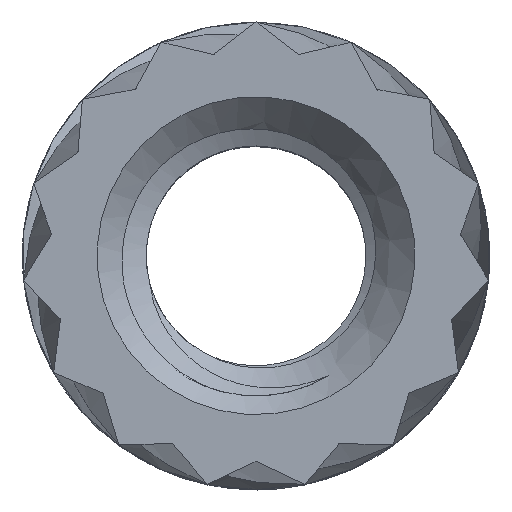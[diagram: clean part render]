
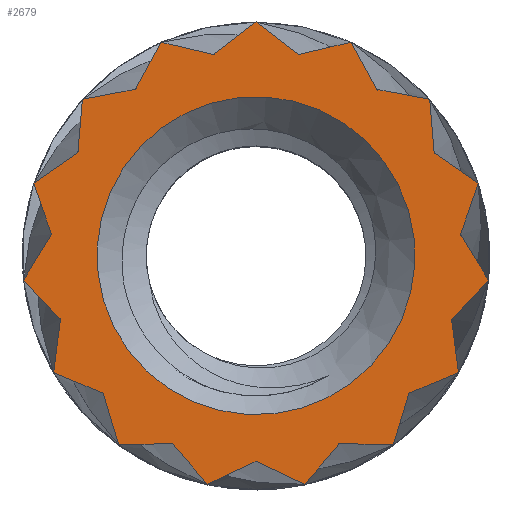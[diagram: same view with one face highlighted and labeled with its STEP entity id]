
A CAD part, top view. The second image highlights one B-rep face of the part: STEP entity #2679.
In plain terms, the highlighted planar face has unit normal (0, 0, 1).
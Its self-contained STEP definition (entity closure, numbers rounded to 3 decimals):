
#124=FACE_BOUND('',#550,.T.);
#129=PLANE('',#2866);
#380=FACE_OUTER_BOUND('',#549,.T.);
#549=EDGE_LOOP('',(#1823,#1824,#1825,#1826,#1827,#1828,#1829,#1830,#1831,
#1832,#1833,#1834,#1835,#1836,#1837,#1838,#1839,#1840,#1841,#1842,#1843,
#1844,#1845,#1846,#1847,#1848,#1849,#1850,#1851,#1852));
#550=EDGE_LOOP('',(#1853));
#706=CIRCLE('',#2867,1.701);
#800=LINE('',#4494,#930);
#801=LINE('',#4496,#931);
#802=LINE('',#4498,#932);
#803=LINE('',#4500,#933);
#804=LINE('',#4502,#934);
#805=LINE('',#4504,#935);
#806=LINE('',#4506,#936);
#807=LINE('',#4508,#937);
#808=LINE('',#4510,#938);
#809=LINE('',#4512,#939);
#810=LINE('',#4514,#940);
#811=LINE('',#4516,#941);
#812=LINE('',#4518,#942);
#813=LINE('',#4520,#943);
#814=LINE('',#4522,#944);
#815=LINE('',#4524,#945);
#816=LINE('',#4526,#946);
#817=LINE('',#4528,#947);
#818=LINE('',#4530,#948);
#819=LINE('',#4532,#949);
#820=LINE('',#4534,#950);
#821=LINE('',#4536,#951);
#822=LINE('',#4538,#952);
#823=LINE('',#4540,#953);
#824=LINE('',#4542,#954);
#825=LINE('',#4544,#955);
#826=LINE('',#4546,#956);
#827=LINE('',#4548,#957);
#828=LINE('',#4550,#958);
#829=LINE('',#4551,#959);
#930=VECTOR('',#3063,10.);
#931=VECTOR('',#3064,10.);
#932=VECTOR('',#3065,10.);
#933=VECTOR('',#3066,10.);
#934=VECTOR('',#3067,10.);
#935=VECTOR('',#3068,10.);
#936=VECTOR('',#3069,10.);
#937=VECTOR('',#3070,10.);
#938=VECTOR('',#3071,10.);
#939=VECTOR('',#3072,10.);
#940=VECTOR('',#3073,10.);
#941=VECTOR('',#3074,10.);
#942=VECTOR('',#3075,10.);
#943=VECTOR('',#3076,10.);
#944=VECTOR('',#3077,10.);
#945=VECTOR('',#3078,10.);
#946=VECTOR('',#3079,10.);
#947=VECTOR('',#3080,10.);
#948=VECTOR('',#3081,10.);
#949=VECTOR('',#3082,10.);
#950=VECTOR('',#3083,10.);
#951=VECTOR('',#3084,10.);
#952=VECTOR('',#3085,10.);
#953=VECTOR('',#3086,10.);
#954=VECTOR('',#3087,10.);
#955=VECTOR('',#3088,10.);
#956=VECTOR('',#3089,10.);
#957=VECTOR('',#3090,10.);
#958=VECTOR('',#3091,10.);
#959=VECTOR('',#3092,10.);
#1089=VERTEX_POINT('',#4492);
#1090=VERTEX_POINT('',#4493);
#1091=VERTEX_POINT('',#4495);
#1092=VERTEX_POINT('',#4497);
#1093=VERTEX_POINT('',#4499);
#1094=VERTEX_POINT('',#4501);
#1095=VERTEX_POINT('',#4503);
#1096=VERTEX_POINT('',#4505);
#1097=VERTEX_POINT('',#4507);
#1098=VERTEX_POINT('',#4509);
#1099=VERTEX_POINT('',#4511);
#1100=VERTEX_POINT('',#4513);
#1101=VERTEX_POINT('',#4515);
#1102=VERTEX_POINT('',#4517);
#1103=VERTEX_POINT('',#4519);
#1104=VERTEX_POINT('',#4521);
#1105=VERTEX_POINT('',#4523);
#1106=VERTEX_POINT('',#4525);
#1107=VERTEX_POINT('',#4527);
#1108=VERTEX_POINT('',#4529);
#1109=VERTEX_POINT('',#4531);
#1110=VERTEX_POINT('',#4533);
#1111=VERTEX_POINT('',#4535);
#1112=VERTEX_POINT('',#4537);
#1113=VERTEX_POINT('',#4539);
#1114=VERTEX_POINT('',#4541);
#1115=VERTEX_POINT('',#4543);
#1116=VERTEX_POINT('',#4545);
#1117=VERTEX_POINT('',#4547);
#1118=VERTEX_POINT('',#4549);
#1119=VERTEX_POINT('',#4552);
#1374=EDGE_CURVE('',#1089,#1090,#800,.T.);
#1375=EDGE_CURVE('',#1090,#1091,#801,.T.);
#1376=EDGE_CURVE('',#1091,#1092,#802,.T.);
#1377=EDGE_CURVE('',#1092,#1093,#803,.T.);
#1378=EDGE_CURVE('',#1093,#1094,#804,.T.);
#1379=EDGE_CURVE('',#1094,#1095,#805,.T.);
#1380=EDGE_CURVE('',#1095,#1096,#806,.T.);
#1381=EDGE_CURVE('',#1096,#1097,#807,.T.);
#1382=EDGE_CURVE('',#1097,#1098,#808,.T.);
#1383=EDGE_CURVE('',#1098,#1099,#809,.T.);
#1384=EDGE_CURVE('',#1099,#1100,#810,.T.);
#1385=EDGE_CURVE('',#1100,#1101,#811,.T.);
#1386=EDGE_CURVE('',#1101,#1102,#812,.T.);
#1387=EDGE_CURVE('',#1102,#1103,#813,.T.);
#1388=EDGE_CURVE('',#1103,#1104,#814,.T.);
#1389=EDGE_CURVE('',#1104,#1105,#815,.T.);
#1390=EDGE_CURVE('',#1105,#1106,#816,.T.);
#1391=EDGE_CURVE('',#1106,#1107,#817,.T.);
#1392=EDGE_CURVE('',#1107,#1108,#818,.T.);
#1393=EDGE_CURVE('',#1108,#1109,#819,.T.);
#1394=EDGE_CURVE('',#1109,#1110,#820,.T.);
#1395=EDGE_CURVE('',#1110,#1111,#821,.T.);
#1396=EDGE_CURVE('',#1111,#1112,#822,.T.);
#1397=EDGE_CURVE('',#1112,#1113,#823,.T.);
#1398=EDGE_CURVE('',#1113,#1114,#824,.T.);
#1399=EDGE_CURVE('',#1114,#1115,#825,.T.);
#1400=EDGE_CURVE('',#1115,#1116,#826,.T.);
#1401=EDGE_CURVE('',#1116,#1117,#827,.T.);
#1402=EDGE_CURVE('',#1117,#1118,#828,.T.);
#1403=EDGE_CURVE('',#1118,#1089,#829,.T.);
#1404=EDGE_CURVE('',#1119,#1119,#706,.T.);
#1823=ORIENTED_EDGE('',*,*,#1374,.T.);
#1824=ORIENTED_EDGE('',*,*,#1375,.T.);
#1825=ORIENTED_EDGE('',*,*,#1376,.T.);
#1826=ORIENTED_EDGE('',*,*,#1377,.T.);
#1827=ORIENTED_EDGE('',*,*,#1378,.T.);
#1828=ORIENTED_EDGE('',*,*,#1379,.T.);
#1829=ORIENTED_EDGE('',*,*,#1380,.T.);
#1830=ORIENTED_EDGE('',*,*,#1381,.T.);
#1831=ORIENTED_EDGE('',*,*,#1382,.T.);
#1832=ORIENTED_EDGE('',*,*,#1383,.T.);
#1833=ORIENTED_EDGE('',*,*,#1384,.T.);
#1834=ORIENTED_EDGE('',*,*,#1385,.T.);
#1835=ORIENTED_EDGE('',*,*,#1386,.T.);
#1836=ORIENTED_EDGE('',*,*,#1387,.T.);
#1837=ORIENTED_EDGE('',*,*,#1388,.T.);
#1838=ORIENTED_EDGE('',*,*,#1389,.T.);
#1839=ORIENTED_EDGE('',*,*,#1390,.T.);
#1840=ORIENTED_EDGE('',*,*,#1391,.T.);
#1841=ORIENTED_EDGE('',*,*,#1392,.T.);
#1842=ORIENTED_EDGE('',*,*,#1393,.T.);
#1843=ORIENTED_EDGE('',*,*,#1394,.T.);
#1844=ORIENTED_EDGE('',*,*,#1395,.T.);
#1845=ORIENTED_EDGE('',*,*,#1396,.T.);
#1846=ORIENTED_EDGE('',*,*,#1397,.T.);
#1847=ORIENTED_EDGE('',*,*,#1398,.T.);
#1848=ORIENTED_EDGE('',*,*,#1399,.T.);
#1849=ORIENTED_EDGE('',*,*,#1400,.T.);
#1850=ORIENTED_EDGE('',*,*,#1401,.T.);
#1851=ORIENTED_EDGE('',*,*,#1402,.T.);
#1852=ORIENTED_EDGE('',*,*,#1403,.T.);
#1853=ORIENTED_EDGE('',*,*,#1404,.T.);
#2679=ADVANCED_FACE('',(#380,#124),#129,.T.);
#2866=AXIS2_PLACEMENT_3D('',#4491,#3061,#3062);
#2867=AXIS2_PLACEMENT_3D('',#4553,#3093,#3094);
#3061=DIRECTION('center_axis',(0.,0.,1.));
#3062=DIRECTION('ref_axis',(-1.,0.,0.));
#3063=DIRECTION('',(-0.973,-0.23,0.));
#3064=DIRECTION('',(-0.796,0.606,0.));
#3065=DIRECTION('',(-0.796,-0.606,0.));
#3066=DIRECTION('',(-0.973,0.23,0.));
#3067=DIRECTION('',(-0.481,-0.877,0.));
#3068=DIRECTION('',(-0.983,-0.186,0.));
#3069=DIRECTION('',(-0.082,-0.997,0.));
#3070=DIRECTION('',(-0.822,-0.57,0.));
#3071=DIRECTION('',(0.33,-0.944,0.));
#3072=DIRECTION('',(-0.519,-0.855,0.));
#3073=DIRECTION('',(0.685,-0.728,0.));
#3074=DIRECTION('',(-0.127,-0.992,0.));
#3075=DIRECTION('',(0.922,-0.386,0.));
#3076=DIRECTION('',(0.288,-0.958,0.));
#3077=DIRECTION('',(1.,0.022,0.));
#3078=DIRECTION('',(0.652,-0.758,0.));
#3079=DIRECTION('',(0.904,0.427,0.));
#3080=DIRECTION('',(0.904,-0.427,0.));
#3081=DIRECTION('',(0.652,0.758,0.));
#3082=DIRECTION('',(1.,-0.022,0.));
#3083=DIRECTION('',(0.288,0.958,0.));
#3084=DIRECTION('',(0.922,0.386,0.));
#3085=DIRECTION('',(-0.127,0.992,0.));
#3086=DIRECTION('',(0.685,0.728,0.));
#3087=DIRECTION('',(-0.519,0.855,0.));
#3088=DIRECTION('',(0.33,0.944,0.));
#3089=DIRECTION('',(-0.822,0.57,0.));
#3090=DIRECTION('',(-0.082,0.997,0.));
#3091=DIRECTION('',(-0.983,0.186,0.));
#3092=DIRECTION('',(-0.481,0.877,0.));
#3093=DIRECTION('center_axis',(0.,0.,
-1.));
#3094=DIRECTION('ref_axis',(-0.399,-0.917,0.));
#4491=CARTESIAN_POINT('Origin',(-3.092,-3.092,6.));
#4492=CARTESIAN_POINT('',(1.017,2.284,6.));
#4493=CARTESIAN_POINT('',(0.457,2.152,6.));
#4494=CARTESIAN_POINT('',(1.017,2.284,6.));
#4495=CARTESIAN_POINT('',(0.,2.5,6.));
#4496=CARTESIAN_POINT('',(0.457,2.152,6.));
#4497=CARTESIAN_POINT('',(-0.457,2.152,6.));
#4498=CARTESIAN_POINT('',(0.,2.5,6.));
#4499=CARTESIAN_POINT('',(-1.017,2.284,6.));
#4500=CARTESIAN_POINT('',(-0.457,2.152,6.));
#4501=CARTESIAN_POINT('',(-1.293,1.78,6.));
#4502=CARTESIAN_POINT('',(-1.017,2.284,6.));
#4503=CARTESIAN_POINT('',(-1.858,1.673,6.));
#4504=CARTESIAN_POINT('',(-1.293,1.78,6.));
#4505=CARTESIAN_POINT('',(-1.905,1.1,6.));
#4506=CARTESIAN_POINT('',(-1.858,1.673,6.));
#4507=CARTESIAN_POINT('',(-2.378,0.773,6.));
#4508=CARTESIAN_POINT('',(-1.905,1.1,6.));
#4509=CARTESIAN_POINT('',(-2.188,0.23,6.));
#4510=CARTESIAN_POINT('',(-2.378,0.773,6.));
#4511=CARTESIAN_POINT('',(-2.486,-0.261,6.));
#4512=CARTESIAN_POINT('',(-2.188,0.23,6.));
#4513=CARTESIAN_POINT('',(-2.092,-0.68,6.));
#4514=CARTESIAN_POINT('',(-2.486,-0.261,6.));
#4515=CARTESIAN_POINT('',(-2.165,-1.25,6.));
#4516=CARTESIAN_POINT('',(-2.092,-0.68,6.));
#4517=CARTESIAN_POINT('',(-1.635,-1.472,6.));
#4518=CARTESIAN_POINT('',(-2.165,-1.25,6.));
#4519=CARTESIAN_POINT('',(-1.469,-2.023,6.));
#4520=CARTESIAN_POINT('',(-1.635,-1.472,6.));
#4521=CARTESIAN_POINT('',(-0.895,-2.01,6.));
#4522=CARTESIAN_POINT('',(-1.469,-2.023,6.));
#4523=CARTESIAN_POINT('',(-0.52,-2.445,6.));
#4524=CARTESIAN_POINT('',(-0.895,-2.01,6.));
#4525=CARTESIAN_POINT('',(0.,-2.2,6.));
#4526=CARTESIAN_POINT('',(-0.52,-2.445,6.));
#4527=CARTESIAN_POINT('',(0.52,-2.445,6.));
#4528=CARTESIAN_POINT('',(0.,-2.2,6.));
#4529=CARTESIAN_POINT('',(0.895,-2.01,6.));
#4530=CARTESIAN_POINT('',(0.52,-2.445,6.));
#4531=CARTESIAN_POINT('',(1.469,-2.023,6.));
#4532=CARTESIAN_POINT('',(0.895,-2.01,6.));
#4533=CARTESIAN_POINT('',(1.635,-1.472,6.));
#4534=CARTESIAN_POINT('',(1.469,-2.023,6.));
#4535=CARTESIAN_POINT('',(2.165,-1.25,6.));
#4536=CARTESIAN_POINT('',(1.635,-1.472,6.));
#4537=CARTESIAN_POINT('',(2.092,-0.68,6.));
#4538=CARTESIAN_POINT('',(2.165,-1.25,6.));
#4539=CARTESIAN_POINT('',(2.486,-0.261,6.));
#4540=CARTESIAN_POINT('',(2.092,-0.68,6.));
#4541=CARTESIAN_POINT('',(2.188,0.23,6.));
#4542=CARTESIAN_POINT('',(2.486,-0.261,6.));
#4543=CARTESIAN_POINT('',(2.378,0.773,6.));
#4544=CARTESIAN_POINT('',(2.188,0.23,6.));
#4545=CARTESIAN_POINT('',(1.905,1.1,6.));
#4546=CARTESIAN_POINT('',(2.378,0.773,6.));
#4547=CARTESIAN_POINT('',(1.858,1.673,6.));
#4548=CARTESIAN_POINT('',(1.905,1.1,6.));
#4549=CARTESIAN_POINT('',(1.293,1.78,6.));
#4550=CARTESIAN_POINT('',(1.858,1.673,6.));
#4551=CARTESIAN_POINT('',(1.293,1.78,6.));
#4552=CARTESIAN_POINT('',(0.678,1.56,6.));
#4553=CARTESIAN_POINT('Origin',(0.,0.,
6.));
